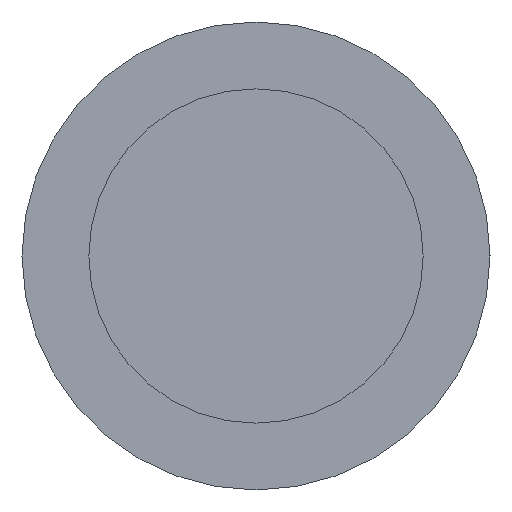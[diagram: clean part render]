
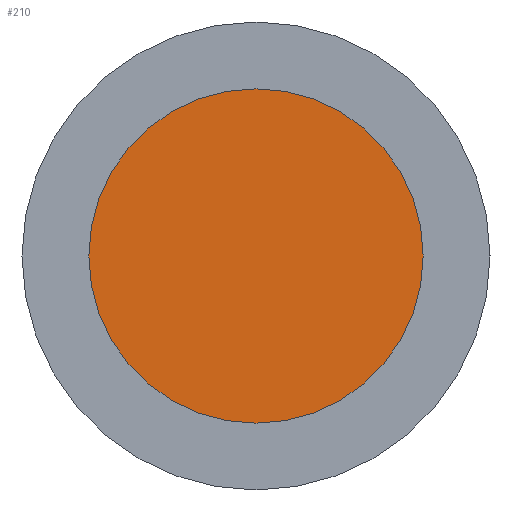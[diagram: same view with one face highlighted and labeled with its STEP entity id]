
A CAD part, left-side view. The second image highlights one B-rep face of the part: STEP entity #210.
In plain terms, the highlighted planar face has unit normal (-1, 0, 0).
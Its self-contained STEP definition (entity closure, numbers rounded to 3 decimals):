
#5 = DIRECTION ( 'NONE',  ( -1., 0., 0. ) ) ;
#8 = FACE_OUTER_BOUND ( 'NONE', #270, .T. ) ;
#10 = DIRECTION ( 'NONE',  ( -1., 0., 0. ) ) ;
#24 = DIRECTION ( 'NONE',  ( 1., 0., 0. ) ) ;
#49 = VERTEX_POINT ( 'NONE', #189 ) ;
#59 = DIRECTION ( 'NONE',  ( 0., 0., -1. ) ) ;
#87 = AXIS2_PLACEMENT_3D ( 'NONE', #225, #10, #196 ) ;
#100 = VERTEX_POINT ( 'NONE', #168 ) ;
#130 = ORIENTED_EDGE ( 'NONE', *, *, #285, .T. ) ;
#131 = AXIS2_PLACEMENT_3D ( 'NONE', #318, #5, #59 ) ;
#165 = EDGE_CURVE ( 'NONE', #100, #49, #198, .T. ) ;
#168 = CARTESIAN_POINT ( 'NONE',  ( -100., 0., -2.5 ) ) ;
#179 = DIRECTION ( 'NONE',  ( 0., 0., -1. ) ) ;
#189 = CARTESIAN_POINT ( 'NONE',  ( -100., 0., 2.5 ) ) ;
#196 = DIRECTION ( 'NONE',  ( 0., 0., -1. ) ) ;
#198 = CIRCLE ( 'NONE', #131, 2.5 ) ;
#210 = ADVANCED_FACE ( 'NONE', ( #8 ), #325, .F. ) ;
#225 = CARTESIAN_POINT ( 'NONE',  ( -100., 0., 0. ) ) ;
#255 = CARTESIAN_POINT ( 'NONE',  ( -100., 0., 0. ) ) ;
#270 = EDGE_LOOP ( 'NONE', ( #130, #299 ) ) ;
#285 = EDGE_CURVE ( 'NONE', #49, #100, #298, .T. ) ;
#298 = CIRCLE ( 'NONE', #87, 2.5 ) ;
#299 = ORIENTED_EDGE ( 'NONE', *, *, #165, .T. ) ;
#318 = CARTESIAN_POINT ( 'NONE',  ( -100., 0., 0. ) ) ;
#322 = AXIS2_PLACEMENT_3D ( 'NONE', #255, #24, #179 ) ;
#325 = PLANE ( 'NONE',  #322 ) ;
